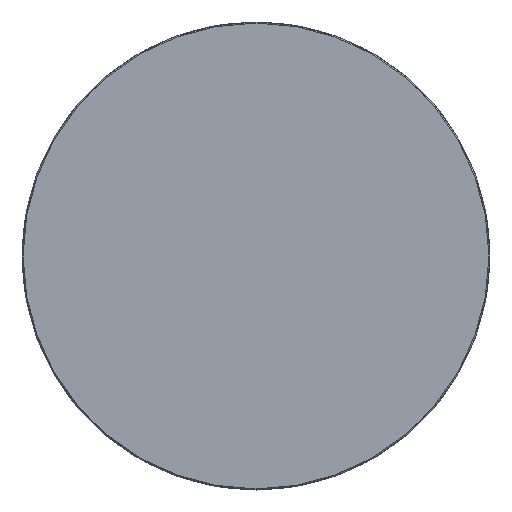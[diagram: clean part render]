
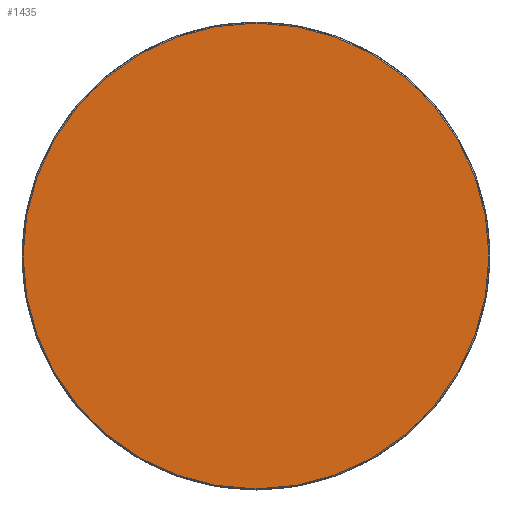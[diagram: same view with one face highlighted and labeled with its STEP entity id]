
A CAD part, left-side view. The second image highlights one B-rep face of the part: STEP entity #1435.
In plain terms, the highlighted planar face has unit normal (-1, 0, 0).
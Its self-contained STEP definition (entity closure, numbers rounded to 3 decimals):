
#207 = VERTEX_POINT ( 'NONE', #3764 ) ;
#277 = CARTESIAN_POINT ( 'NONE',  ( -274.45, 0., 0. ) ) ;
#292 = DIRECTION ( 'NONE',  ( 0., 0., -1. ) ) ;
#309 = CIRCLE ( 'NONE', #1784, 105.5 ) ;
#596 = AXIS2_PLACEMENT_3D ( 'NONE', #632, #2644, #2291 ) ;
#632 = CARTESIAN_POINT ( 'NONE',  ( -274.45, -106.766, 106.766 ) ) ;
#642 = DIRECTION ( 'NONE',  ( 0., 0., -1. ) ) ;
#1001 = VERTEX_POINT ( 'NONE', #1663 ) ;
#1302 = PLANE ( 'NONE',  #596 ) ;
#1435 = ADVANCED_FACE ( 'NONE', ( #2222 ), #1302, .F. ) ;
#1663 = CARTESIAN_POINT ( 'NONE',  ( -274.45, 0., 105.5 ) ) ;
#1784 = AXIS2_PLACEMENT_3D ( 'NONE', #277, #2262, #292 ) ;
#1926 = DIRECTION ( 'NONE',  ( -1., 0., 0. ) ) ;
#2026 = ORIENTED_EDGE ( 'NONE', *, *, #2533, .T. ) ;
#2222 = FACE_OUTER_BOUND ( 'NONE', #2444, .T. ) ;
#2262 = DIRECTION ( 'NONE',  ( -1., 0., 0. ) ) ;
#2272 = CARTESIAN_POINT ( 'NONE',  ( -274.45, 0., 0. ) ) ;
#2291 = DIRECTION ( 'NONE',  ( 0., 0., -1. ) ) ;
#2444 = EDGE_LOOP ( 'NONE', ( #2866, #2026 ) ) ;
#2533 = EDGE_CURVE ( 'NONE', #1001, #207, #309, .T. ) ;
#2644 = DIRECTION ( 'NONE',  ( 1., 0., 0. ) ) ;
#2839 = AXIS2_PLACEMENT_3D ( 'NONE', #2272, #1926, #642 ) ;
#2851 = EDGE_CURVE ( 'NONE', #207, #1001, #4126, .T. ) ;
#2866 = ORIENTED_EDGE ( 'NONE', *, *, #2851, .T. ) ;
#3764 = CARTESIAN_POINT ( 'NONE',  ( -274.45, 0., -105.5 ) ) ;
#4126 = CIRCLE ( 'NONE', #2839, 105.5 ) ;
